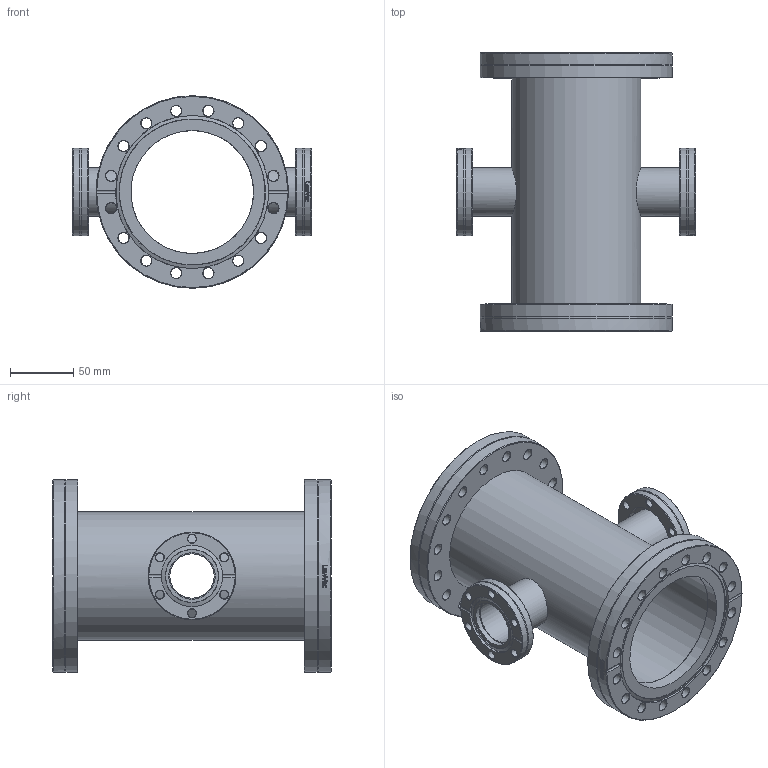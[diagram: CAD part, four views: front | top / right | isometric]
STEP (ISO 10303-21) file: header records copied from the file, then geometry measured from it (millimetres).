
FILE_DESCRIPTION(/* description */ (''),/* implementation_level */ '2;1');
FILE_NAME(/* name */ 'FL-RX100-40CF.stp',/* time_stamp */ '2018-02-28T15:59:43+00:00',/* author */ ('paul'),/* organization */ (''),/* preprocessor_version */ 'ST-DEVELOPER v17',/* originating_system */ 'Autodesk Inventor 2018',/* authorisation */ '');
FILE_SCHEMA (('AUTOMOTIVE_DESIGN { 1 0 10303 214 3 1 1 }'));
Products named in the file (9): FL-RX100-40CF; FL-100CF-102; FL-100CF rotatable inner bored for 101.6 OD tube; FL-100CF rotatable outer for 101.6 tube; main tube; DN40 tube; FL-40CFbored for 38.1 tube rotatable inner; FL-40CF-OUT; FL-40CF-38
Assembly tree (9 placements, depth 2):
  FL-RX100-40CF
    FL-100CF-102
    FL-100CF rotatable inner bored for 101.6 OD tube
    FL-100CF rotatable outer for 101.6 tube
    main tube
    DN40 tube  x2
    FL-40CFbored for 38.1 tube rotatable inner
    FL-40CF-OUT
    FL-40CF-38
Bounding box: 188.4 x 219.4 x 151.6 mm (x, y, z)
Volume: 581005.5 mm3; surface area: 268446.7 mm2
Topology: 9 solids, 9 shells, 594 faces, 1628 edges, 1084 vertices
Faces by surface type: bspline 188, plane 172, cylinder 118, cone 112, torus 4
Full cylindrical faces by diameter (mm): 6.7 x12, 8.4 x32, 35 x2, 36.6 x1, 37.6 x1, 38.1 x4, 38.2 x2, 45.5 x1, 48.1 x1, 48.26 x1, 48.3 x1, 69.1 x4, 96.8 x2, 97 x1, 101.6 x1, 101.9 x2, 106.1 x1, 120.4 x1, 120.6 x2, 151.6 x4
Entity records: 47607 total; most frequent: CARTESIAN_POINT 33012, ORIENTED_EDGE 3238, DIRECTION 2508, EDGE_CURVE 1619, VERTEX_POINT 1077, AXIS2_PLACEMENT_3D 952, EDGE_LOOP 730, LINE 604
